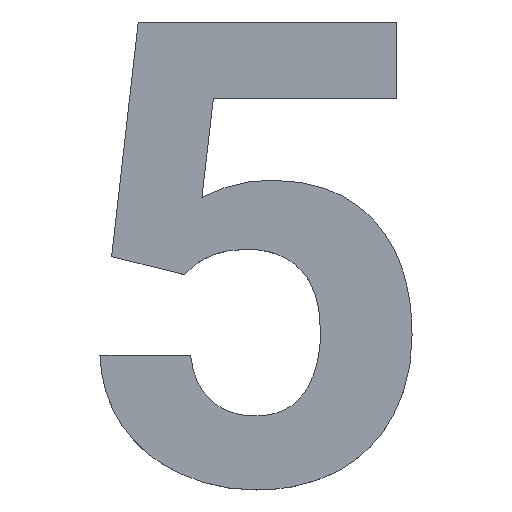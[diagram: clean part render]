
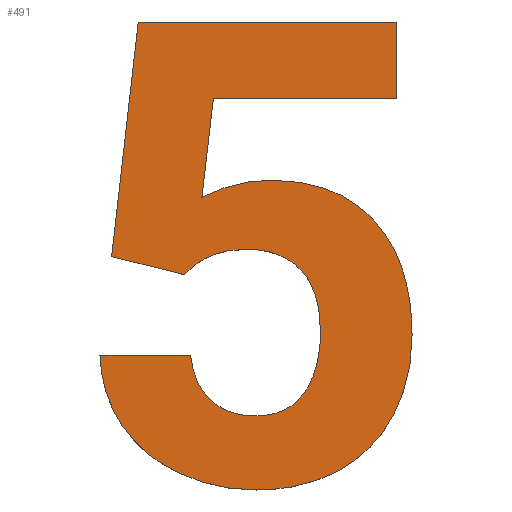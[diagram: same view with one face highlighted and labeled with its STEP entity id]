
A CAD part, top view. The second image highlights one B-rep face of the part: STEP entity #491.
In plain terms, the highlighted planar face has unit normal (0, 0, 1).
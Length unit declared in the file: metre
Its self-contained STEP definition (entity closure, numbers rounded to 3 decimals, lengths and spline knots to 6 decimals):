
#12=CIRCLE('',#510,0.001562);
#14=CIRCLE('',#513,0.001651);
#16=CIRCLE('',#516,0.002143);
#18=CIRCLE('',#519,0.001596);
#20=CIRCLE('',#522,0.001739);
#27=B_SPLINE_CURVE_WITH_KNOTS('',2,(#652,#653,#654),.UNSPECIFIED.,.F.,.F.,
(3,3),(0.,1.),.PIECEWISE_BEZIER_KNOTS.);
#29=B_SPLINE_CURVE_WITH_KNOTS('',2,(#669,#670,#671),.UNSPECIFIED.,.F.,.F.,
(3,3),(0.,1.),.PIECEWISE_BEZIER_KNOTS.);
#31=B_SPLINE_CURVE_WITH_KNOTS('',2,(#686,#687,#688),.UNSPECIFIED.,.F.,.F.,
(3,3),(0.,1.),.PIECEWISE_BEZIER_KNOTS.);
#33=B_SPLINE_CURVE_WITH_KNOTS('',2,(#703,#704,#705),.UNSPECIFIED.,.F.,.F.,
(3,3),(0.,1.),.PIECEWISE_BEZIER_KNOTS.);
#35=B_SPLINE_CURVE_WITH_KNOTS('',2,(#720,#721,#722),.UNSPECIFIED.,.F.,.F.,
(3,3),(0.,1.),.PIECEWISE_BEZIER_KNOTS.);
#37=B_SPLINE_CURVE_WITH_KNOTS('',2,(#737,#738,#739),.UNSPECIFIED.,.F.,.F.,
(3,3),(0.,1.),.PIECEWISE_BEZIER_KNOTS.);
#39=B_SPLINE_CURVE_WITH_KNOTS('',2,(#754,#755,#756),.UNSPECIFIED.,.F.,.F.,
(3,3),(0.,1.),.PIECEWISE_BEZIER_KNOTS.);
#41=B_SPLINE_CURVE_WITH_KNOTS('',2,(#795,#796,#797),.UNSPECIFIED.,.F.,.F.,
(3,3),(0.,1.),.PIECEWISE_BEZIER_KNOTS.);
#43=B_SPLINE_CURVE_WITH_KNOTS('',2,(#818,#819,#820),.UNSPECIFIED.,.F.,.F.,
(3,3),(0.,1.),.PIECEWISE_BEZIER_KNOTS.);
#45=B_SPLINE_CURVE_WITH_KNOTS('',2,(#835,#836,#837),.UNSPECIFIED.,.F.,.F.,
(3,3),(0.,1.),.PIECEWISE_BEZIER_KNOTS.);
#47=B_SPLINE_CURVE_WITH_KNOTS('',2,(#852,#853,#854),.UNSPECIFIED.,.F.,.F.,
(3,3),(0.,1.),.PIECEWISE_BEZIER_KNOTS.);
#180=ORIENTED_EDGE('',*,*,#204,.F.);
#181=ORIENTED_EDGE('',*,*,#208,.F.);
#182=ORIENTED_EDGE('',*,*,#211,.F.);
#183=ORIENTED_EDGE('',*,*,#214,.F.);
#184=ORIENTED_EDGE('',*,*,#217,.F.);
#185=ORIENTED_EDGE('',*,*,#220,.F.);
#186=ORIENTED_EDGE('',*,*,#223,.F.);
#187=ORIENTED_EDGE('',*,*,#226,.F.);
#188=ORIENTED_EDGE('',*,*,#229,.F.);
#189=ORIENTED_EDGE('',*,*,#232,.F.);
#190=ORIENTED_EDGE('',*,*,#235,.F.);
#191=ORIENTED_EDGE('',*,*,#238,.F.);
#192=ORIENTED_EDGE('',*,*,#241,.F.);
#193=ORIENTED_EDGE('',*,*,#244,.F.);
#194=ORIENTED_EDGE('',*,*,#247,.F.);
#195=ORIENTED_EDGE('',*,*,#250,.F.);
#196=ORIENTED_EDGE('',*,*,#253,.F.);
#197=ORIENTED_EDGE('',*,*,#256,.F.);
#198=ORIENTED_EDGE('',*,*,#259,.F.);
#199=ORIENTED_EDGE('',*,*,#262,.F.);
#200=ORIENTED_EDGE('',*,*,#265,.F.);
#201=ORIENTED_EDGE('',*,*,#268,.F.);
#202=ORIENTED_EDGE('',*,*,#271,.F.);
#203=ORIENTED_EDGE('',*,*,#274,.F.);
#204=EDGE_CURVE('',#276,#277,#324,.T.);
#208=EDGE_CURVE('',#280,#276,#328,.T.);
#211=EDGE_CURVE('',#282,#280,#331,.T.);
#214=EDGE_CURVE('',#284,#282,#27,.T.);
#217=EDGE_CURVE('',#286,#284,#29,.T.);
#220=EDGE_CURVE('',#288,#286,#31,.T.);
#223=EDGE_CURVE('',#290,#288,#33,.T.);
#226=EDGE_CURVE('',#292,#290,#35,.T.);
#229=EDGE_CURVE('',#294,#292,#37,.T.);
#232=EDGE_CURVE('',#296,#294,#39,.T.);
#235=EDGE_CURVE('',#298,#296,#341,.T.);
#238=EDGE_CURVE('',#300,#298,#12,.F.);
#241=EDGE_CURVE('',#302,#300,#14,.F.);
#244=EDGE_CURVE('',#304,#302,#16,.F.);
#247=EDGE_CURVE('',#306,#304,#41,.T.);
#250=EDGE_CURVE('',#308,#306,#18,.F.);
#253=EDGE_CURVE('',#310,#308,#43,.T.);
#256=EDGE_CURVE('',#312,#310,#45,.T.);
#259=EDGE_CURVE('',#314,#312,#47,.T.);
#262=EDGE_CURVE('',#316,#314,#20,.F.);
#265=EDGE_CURVE('',#318,#316,#353,.T.);
#268=EDGE_CURVE('',#320,#318,#356,.T.);
#271=EDGE_CURVE('',#322,#320,#359,.T.);
#274=EDGE_CURVE('',#277,#322,#362,.T.);
#276=VERTEX_POINT('',#625);
#277=VERTEX_POINT('',#626);
#280=VERTEX_POINT('',#634);
#282=VERTEX_POINT('',#640);
#284=VERTEX_POINT('',#655);
#286=VERTEX_POINT('',#672);
#288=VERTEX_POINT('',#689);
#290=VERTEX_POINT('',#706);
#292=VERTEX_POINT('',#723);
#294=VERTEX_POINT('',#740);
#296=VERTEX_POINT('',#757);
#298=VERTEX_POINT('',#765);
#300=VERTEX_POINT('',#771);
#302=VERTEX_POINT('',#777);
#304=VERTEX_POINT('',#783);
#306=VERTEX_POINT('',#798);
#308=VERTEX_POINT('',#806);
#310=VERTEX_POINT('',#821);
#312=VERTEX_POINT('',#838);
#314=VERTEX_POINT('',#855);
#316=VERTEX_POINT('',#863);
#318=VERTEX_POINT('',#869);
#320=VERTEX_POINT('',#875);
#322=VERTEX_POINT('',#881);
#324=LINE('',#624,#364);
#328=LINE('',#633,#368);
#331=LINE('',#639,#371);
#341=LINE('',#764,#381);
#353=LINE('',#868,#393);
#356=LINE('',#874,#396);
#359=LINE('',#880,#399);
#362=LINE('',#886,#402);
#364=VECTOR('',#534,1.);
#368=VECTOR('',#540,1.);
#371=VECTOR('',#545,1.);
#381=VECTOR('',#557,1.);
#393=VECTOR('',#601,1.);
#396=VECTOR('',#606,1.);
#399=VECTOR('',#611,1.);
#402=VECTOR('',#616,1.);
#429=EDGE_LOOP('',(#180,#181,#182,#183,#184,#185,#186,#187,#188,#189,#190,
#191,#192,#193,#194,#195,#196,#197,#198,#199,#200,#201,#202,#203));
#455=FACE_BOUND('',#429,.T.);
#465=PLANE('',#529);
#491=ADVANCED_FACE('',(#455),#465,.T.);
#510=AXIS2_PLACEMENT_3D('',#770,#562,#563);
#513=AXIS2_PLACEMENT_3D('',#776,#569,#570);
#516=AXIS2_PLACEMENT_3D('',#782,#576,#577);
#519=AXIS2_PLACEMENT_3D('',#805,#584,#585);
#522=AXIS2_PLACEMENT_3D('',#862,#594,#595);
#529=AXIS2_PLACEMENT_3D('',#889,#620,#621);
#534=DIRECTION('',(0.113,0.994,0.));
#540=DIRECTION('',(-0.97,0.242,0.));
#545=DIRECTION('',(-0.728,-0.686,0.));
#557=DIRECTION('',(1.,0.,0.));
#562=DIRECTION('',(0.,0.,1.));
#563=DIRECTION('',(1.,0.,0.));
#569=DIRECTION('',(0.,0.,1.));
#570=DIRECTION('',(1.,0.,0.));
#576=DIRECTION('',(0.,0.,1.));
#577=DIRECTION('',(1.,0.,0.));
#584=DIRECTION('',(0.,0.,1.));
#585=DIRECTION('',(1.,0.,0.));
#594=DIRECTION('',(0.,0.,1.));
#595=DIRECTION('',(1.,0.,0.));
#601=DIRECTION('',(-0.115,-0.993,0.));
#606=DIRECTION('',(-1.,0.,0.));
#611=DIRECTION('',(0.,-1.,0.));
#616=DIRECTION('',(1.,0.,0.));
#620=DIRECTION('',(0.,0.,1.));
#621=DIRECTION('',(1.,0.,0.));
#624=CARTESIAN_POINT('',(0.082265,0.008922,0.0095));
#625=CARTESIAN_POINT('',(0.082106,0.007518,0.0095));
#626=CARTESIAN_POINT('',(0.082424,0.010327,0.0095));
#633=CARTESIAN_POINT('',(0.082543,0.007409,0.0095));
#634=CARTESIAN_POINT('',(0.08298,0.0073,0.0095));
#639=CARTESIAN_POINT('',(0.083033,0.00735,0.0095));
#640=CARTESIAN_POINT('',(0.083085,0.0074,0.0095));
#652=CARTESIAN_POINT('',(0.08372,0.007604,0.0095));
#653=CARTESIAN_POINT('',(0.083328,0.007604,0.0095));
#654=CARTESIAN_POINT('',(0.083085,0.0074,0.0095));
#655=CARTESIAN_POINT('',(0.08372,0.007604,0.0095));
#669=CARTESIAN_POINT('',(0.084377,0.007354,0.0095));
#670=CARTESIAN_POINT('',(0.084145,0.007604,0.0095));
#671=CARTESIAN_POINT('',(0.08372,0.007604,0.0095));
#672=CARTESIAN_POINT('',(0.084377,0.007354,0.0095));
#686=CARTESIAN_POINT('',(0.084608,0.006632,0.0095));
#687=CARTESIAN_POINT('',(0.084608,0.007103,0.0095));
#688=CARTESIAN_POINT('',(0.084377,0.007354,0.0095));
#689=CARTESIAN_POINT('',(0.084608,0.006632,0.0095));
#703=CARTESIAN_POINT('',(0.084407,0.005875,0.0095));
#704=CARTESIAN_POINT('',(0.084608,0.006142,0.0095));
#705=CARTESIAN_POINT('',(0.084608,0.006632,0.0095));
#706=CARTESIAN_POINT('',(0.084407,0.005875,0.0095));
#720=CARTESIAN_POINT('',(0.083834,0.005607,0.0095));
#721=CARTESIAN_POINT('',(0.084206,0.005607,0.0095));
#722=CARTESIAN_POINT('',(0.084407,0.005875,0.0095));
#723=CARTESIAN_POINT('',(0.083834,0.005607,0.0095));
#737=CARTESIAN_POINT('',(0.083293,0.005799,0.0095));
#738=CARTESIAN_POINT('',(0.0835,0.005607,0.0095));
#739=CARTESIAN_POINT('',(0.083834,0.005607,0.0095));
#740=CARTESIAN_POINT('',(0.083293,0.005799,0.0095));
#754=CARTESIAN_POINT('',(0.083051,0.006336,0.0095));
#755=CARTESIAN_POINT('',(0.083085,0.00599,0.0095));
#756=CARTESIAN_POINT('',(0.083293,0.005799,0.0095));
#757=CARTESIAN_POINT('',(0.083051,0.006336,0.0095));
#764=CARTESIAN_POINT('',(0.082508,0.006336,0.0095));
#765=CARTESIAN_POINT('',(0.081966,0.006336,0.0095));
#770=CARTESIAN_POINT('',(0.083527,0.006364,0.0095));
#771=CARTESIAN_POINT('',(0.082229,0.005496,0.0095));
#776=CARTESIAN_POINT('',(0.083592,0.006428,0.0095));
#777=CARTESIAN_POINT('',(0.082907,0.004925,0.0095));
#782=CARTESIAN_POINT('',(0.083816,0.006864,0.0095));
#783=CARTESIAN_POINT('',(0.083838,0.004721,0.0095));
#795=CARTESIAN_POINT('',(0.084832,0.004955,0.0095));
#796=CARTESIAN_POINT('',(0.084411,0.004721,0.0095));
#797=CARTESIAN_POINT('',(0.083838,0.004721,0.0095));
#798=CARTESIAN_POINT('',(0.084832,0.004955,0.0095));
#805=CARTESIAN_POINT('',(0.084067,0.006356,0.0095));
#806=CARTESIAN_POINT('',(0.085479,0.005613,0.0095));
#818=CARTESIAN_POINT('',(0.085706,0.006571,0.0095));
#819=CARTESIAN_POINT('',(0.085706,0.006036,0.0095));
#820=CARTESIAN_POINT('',(0.085479,0.005613,0.0095));
#821=CARTESIAN_POINT('',(0.085706,0.006571,0.0095));
#835=CARTESIAN_POINT('',(0.085258,0.007942,0.0095));
#836=CARTESIAN_POINT('',(0.085706,0.007452,0.0095));
#837=CARTESIAN_POINT('',(0.085706,0.006571,0.0095));
#838=CARTESIAN_POINT('',(0.085258,0.007942,0.0095));
#852=CARTESIAN_POINT('',(0.08402,0.008433,0.0095));
#853=CARTESIAN_POINT('',(0.08481,0.008433,0.0095));
#854=CARTESIAN_POINT('',(0.085258,0.007942,0.0095));
#855=CARTESIAN_POINT('',(0.08402,0.008433,0.0095));
#862=CARTESIAN_POINT('',(0.084014,0.006693,0.0095));
#863=CARTESIAN_POINT('',(0.083187,0.008224,0.0095));
#868=CARTESIAN_POINT('',(0.083256,0.008818,0.0095));
#869=CARTESIAN_POINT('',(0.083325,0.009412,0.0095));
#874=CARTESIAN_POINT('',(0.084424,0.009412,0.0095));
#875=CARTESIAN_POINT('',(0.085523,0.009412,0.0095));
#880=CARTESIAN_POINT('',(0.085523,0.00987,0.0095));
#881=CARTESIAN_POINT('',(0.085523,0.010327,0.0095));
#886=CARTESIAN_POINT('',(0.083974,0.010327,0.0095));
#889=CARTESIAN_POINT('',(0.104891,-0.015824,0.0095));
